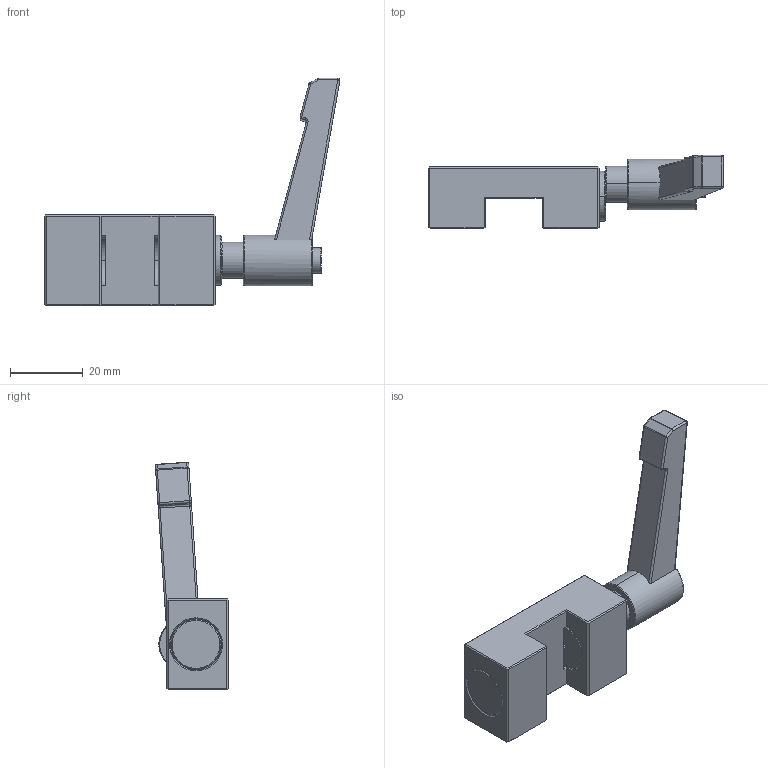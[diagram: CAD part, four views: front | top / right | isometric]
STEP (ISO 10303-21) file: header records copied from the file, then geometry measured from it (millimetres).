
FILE_DESCRIPTION (( 'STEP AP203' ), '1' );
FILE_NAME ('SK1501.STEP', '2022-08-05T12:01:49', ( '' ), ( '' ), 'SwSTEP 2.0', 'SolidWorks 2021', '' );
FILE_SCHEMA (( 'CONFIG_CONTROL_DESIGN' ));
Length unit declared in the file: millimetre
Products named in the file (6): SK1501翋极足_“__; SK1501通孔圆柱_2_ù_2_¨′; 蚾饜极11^蚾饜极10__足_10__“__10; SK1501; SK1501螺孔圆柱_2_ù_2_¨′; ﾗﾔｻ賁ﾖｱ甯ｺ_｡ﾀｨｲ｡ｧo__ｨ､｡ｧ2
Assembly tree (5 placements, depth 3):
  SK1501
    蚾饜极11^蚾饜极10__足_10__“__10
      SK1501翋极足_“__
      SK1501通孔圆柱_2_ù_2_¨′
      SK1501螺孔圆柱_2_ù_2_¨′
    ﾗﾔｻ賁ﾖｱ甯ｺ_｡ﾀｨｲ｡ｧo__ｨ､｡ｧ2
Bounding box: 81.29 x 20.19 x 62.66 mm (x, y, z)
Volume: 21968.1 mm3; surface area: 11833.9 mm2
Topology: 4 solids, 4 shells, 158 faces, 362 edges, 199 vertices
Faces by surface type: plane 62, cylinder 45, cone 30, torus 10, sphere 9, bspline 2
Entity records: 4944 total; most frequent: CARTESIAN_POINT 812, DIRECTION 796, ORIENTED_EDGE 686, EDGE_CURVE 343, AXIS2_PLACEMENT_3D 300, VERTEX_POINT 198, VECTOR 196, LINE 196
